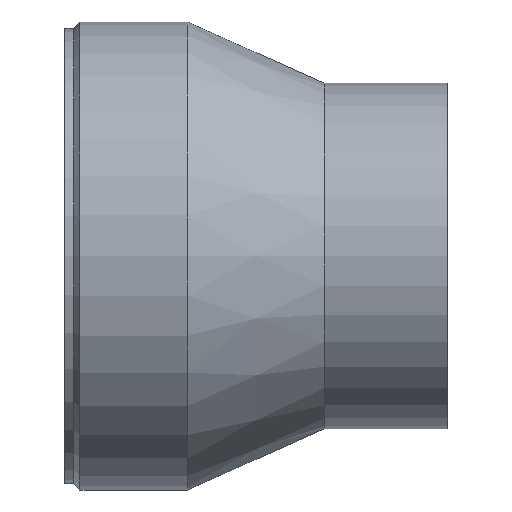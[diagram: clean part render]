
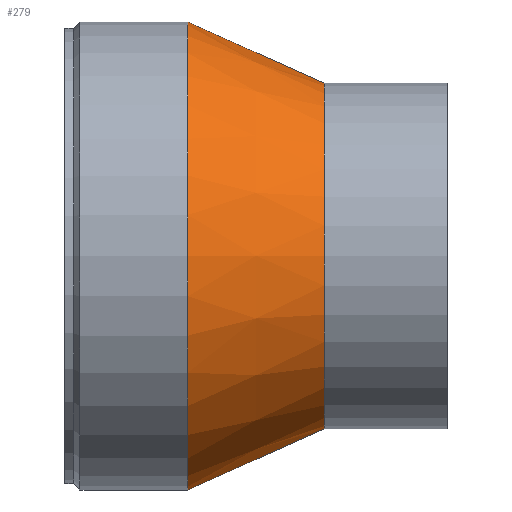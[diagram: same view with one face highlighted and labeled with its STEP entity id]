
A CAD part, top view. The second image highlights one B-rep face of the part: STEP entity #279.
In plain terms, the highlighted conical face has half-angle 24.228 degrees and reference radius 47.8 mm.
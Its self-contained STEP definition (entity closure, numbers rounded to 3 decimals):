
#157 = EDGE_CURVE( '', #199, #183, #363, .T. );
#159 = EDGE_CURVE( '', #183, #251, #365, .T. );
#163 = EDGE_CURVE( '', #199, #219, #370, .T. );
#183 = VERTEX_POINT( '', #391 );
#185 = EDGE_CURVE( '', #251, #219, #393, .T. );
#199 = VERTEX_POINT( '', #412 );
#219 = VERTEX_POINT( '', #437 );
#251 = VERTEX_POINT( '', #472 );
#279 = ADVANCED_FACE( '', ( #503 ), #504, .T. );
#363 = LINE( '', #596, #597 );
#365 = CIRCLE( '', #600, 40.6 );
#370 = CIRCLE( '', #606, 55. );
#391 = CARTESIAN_POINT( '', ( 0., -40.6, 0. ) );
#393 = LINE( '', #636, #637 );
#412 = CARTESIAN_POINT( '', ( -32., -55., 0. ) );
#437 = CARTESIAN_POINT( '', ( -32., 55., 0. ) );
#472 = CARTESIAN_POINT( '', ( 0., 40.6, 0. ) );
#503 = FACE_OUTER_BOUND( '', #775, .T. );
#504 = CONICAL_SURFACE( '', #776, 47.8, 0.423 );
#596 = CARTESIAN_POINT( '', ( -16., -47.8, 0. ) );
#597 = VECTOR( '', #864, 1. );
#600 = AXIS2_PLACEMENT_3D( '', #865, #866, #867 );
#606 = AXIS2_PLACEMENT_3D( '', #876, #877, #878 );
#636 = CARTESIAN_POINT( '', ( -16., 47.8, 0. ) );
#637 = VECTOR( '', #895, 1. );
#775 = EDGE_LOOP( '', ( #1041, #1042, #1043, #1044 ) );
#776 = AXIS2_PLACEMENT_3D( '', #1045, #1046, #1047 );
#864 = DIRECTION( '', ( 0.912, 0.41, 0. ) );
#865 = CARTESIAN_POINT( '', ( 0., 0., 0. ) );
#866 = DIRECTION( '', ( -1., 0., 0. ) );
#867 = DIRECTION( '', ( 0., 1., 0. ) );
#876 = CARTESIAN_POINT( '', ( -32., 0., 0. ) );
#877 = DIRECTION( '', ( -1., 0., 0. ) );
#878 = DIRECTION( '', ( 0., 1., 0. ) );
#895 = DIRECTION( '', ( -0.912, 0.41, 0. ) );
#1041 = ORIENTED_EDGE( '', *, *, #185, .T. );
#1042 = ORIENTED_EDGE( '', *, *, #163, .F. );
#1043 = ORIENTED_EDGE( '', *, *, #157, .T. );
#1044 = ORIENTED_EDGE( '', *, *, #159, .T. );
#1045 = CARTESIAN_POINT( '', ( -16., 0., 0. ) );
#1046 = DIRECTION( '', ( -1., 0., 0. ) );
#1047 = DIRECTION( '', ( 0., 1., 0. ) );
